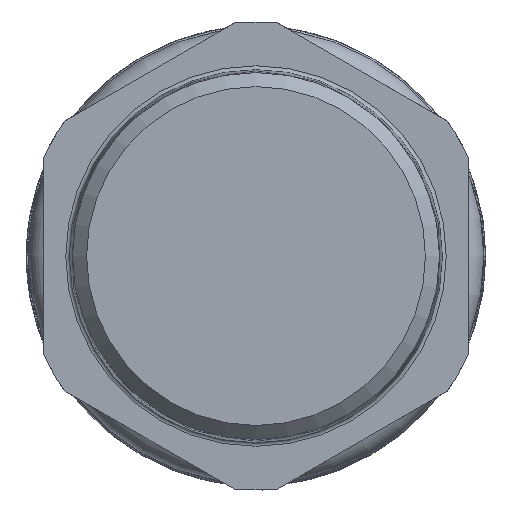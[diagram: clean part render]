
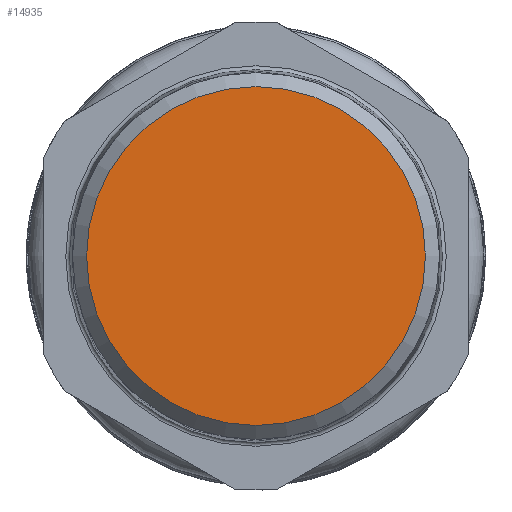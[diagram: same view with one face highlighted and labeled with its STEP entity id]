
A CAD part, left-side view. The second image highlights one B-rep face of the part: STEP entity #14935.
In plain terms, the highlighted planar face has unit normal (-1, 0, 0).
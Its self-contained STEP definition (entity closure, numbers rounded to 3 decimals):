
#2203=PLANE('',#16404);
#3000=FACE_OUTER_BOUND('',#3817,.T.);
#3817=EDGE_LOOP('',(#13199,#13200));
#4589=CIRCLE('',#16405,21.935);
#4590=CIRCLE('',#16406,21.935);
#6667=VERTEX_POINT('',#31688);
#6668=VERTEX_POINT('',#31689);
#8856=EDGE_CURVE('',#6667,#6668,#4589,.T.);
#8857=EDGE_CURVE('',#6668,#6667,#4590,.T.);
#13199=ORIENTED_EDGE('',*,*,#8856,.T.);
#13200=ORIENTED_EDGE('',*,*,#8857,.T.);
#14935=ADVANCED_FACE('',(#3000),#2203,.T.);
#16404=AXIS2_PLACEMENT_3D('',#31687,#19902,#19903);
#16405=AXIS2_PLACEMENT_3D('',#31690,#19904,#19905);
#16406=AXIS2_PLACEMENT_3D('',#31691,#19906,#19907);
#19902=DIRECTION('center_axis',(-1.,0.,0.));
#19903=DIRECTION('ref_axis',(0.,0.,
-1.));
#19904=DIRECTION('center_axis',(-1.,0.,0.));
#19905=DIRECTION('ref_axis',(0.,0.,
1.));
#19906=DIRECTION('center_axis',(-1.,0.,0.));
#19907=DIRECTION('ref_axis',(0.,0.,
1.));
#31687=CARTESIAN_POINT('Origin',(-63.015,0.,
16.25));
#31688=CARTESIAN_POINT('',(-63.015,0.,21.935));
#31689=CARTESIAN_POINT('',(-63.015,0.,-21.935));
#31690=CARTESIAN_POINT('Origin',(-63.015,0.,
0.));
#31691=CARTESIAN_POINT('Origin',(-63.015,0.,
0.));
